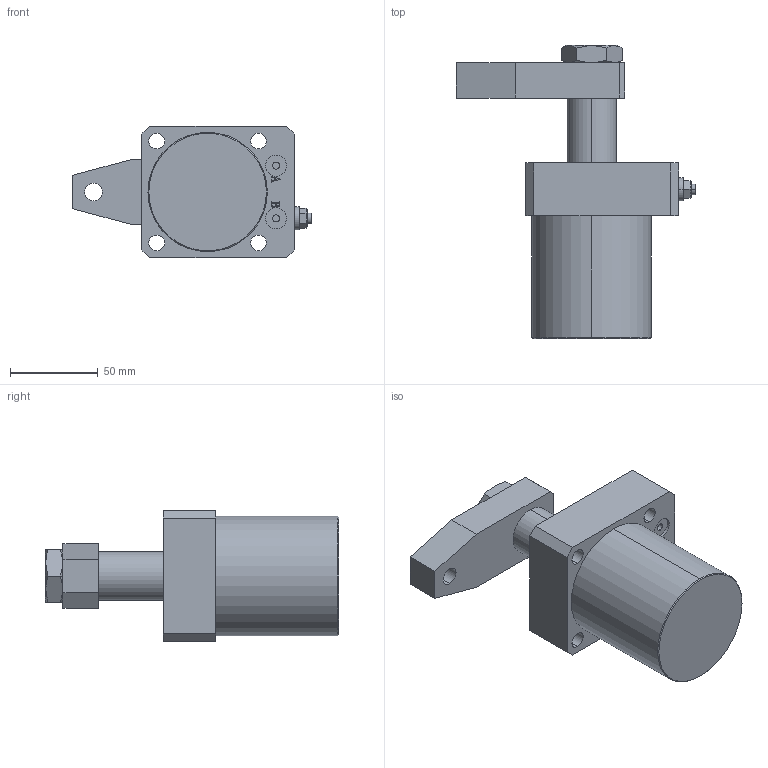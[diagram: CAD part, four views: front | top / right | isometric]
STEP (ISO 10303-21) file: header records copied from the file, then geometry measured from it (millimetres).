
FILE_DESCRIPTION (( 'STEP AP203' ), '1' );
FILE_NAME ('HSL-FAMT50S.STEP', '2020-09-15T03:25:49', ( '微软用户' ), ( '微软中国' ), 'SwSTEP 2.0', 'SolidWorks 2012', '' );
FILE_SCHEMA (( 'CONFIG_CONTROL_DESIGN' ));
Length unit declared in the file: millimetre
Products named in the file (6): HSL-FAMT50S; FCM-覃誹概; hex thin nuts-grades ab-chamfered gb_GB_FASTENER_NUT_STNAB  B M20-N; HSL-50S活塞杆; HSL-50S揤旋杻秶; HSL-FAMT50掛极
Assembly tree (5 placements, depth 2):
  HSL-FAMT50S
    HSL-FAMT50掛极
    HSL-50S揤旋杻秶
    HSL-50S活塞杆
    hex thin nuts-grades ab-chamfered gb_GB_FASTENER_NUT_STNAB  B M20-N
    FCM-覃誹概
Bounding box: 136.2 x 167 x 75 mm (x, y, z)
Volume: 466837 mm3; surface area: 85175.3 mm2
Topology: 5 solids, 5 shells, 194 faces, 455 edges, 296 vertices
Faces by surface type: plane 102, cylinder 52, cone 18, bspline 16, torus 6
Entity records: 7109 total; most frequent: CARTESIAN_POINT 2011, DIRECTION 913, ORIENTED_EDGE 910, EDGE_CURVE 455, AXIS2_PLACEMENT_3D 322, VERTEX_POINT 296, LINE 269, VECTOR 269
